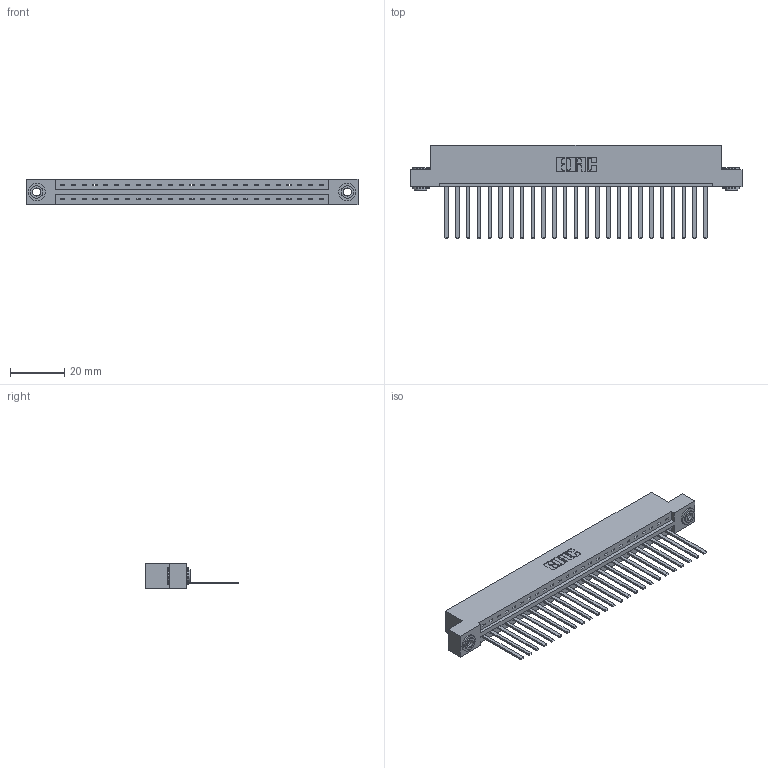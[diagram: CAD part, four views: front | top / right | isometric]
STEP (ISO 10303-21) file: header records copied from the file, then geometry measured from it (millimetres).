
FILE_DESCRIPTION (( 'STEP AP203' ), '1' );
FILE_NAME ('387-025-544-103.STEP', '2019-10-03T11:59:10', ( '' ), ( '' ), 'SwSTEP 2.0', 'SolidWorks 2016', '' );
FILE_SCHEMA (( 'CONFIG_CONTROL_DESIGN' ));
Length unit declared in the file: inch
Products named in the file (4): 345-250-002_345-250-002-102; 345-292-001_345-293-144; 337 Part_Flush Mounting Lugs - 0.156 Dia-TH; 387-025-544-103
Assembly tree (28 placements, depth 2):
  387-025-544-103
    337 Part_Flush Mounting Lugs - 0.156 Dia-TH
    345-292-001_345-293-144  x25
    345-250-002_345-250-002-102  x2
Bounding box: 122.07 x 34.3 x 9.4 mm (x, y, z)
Volume: 12783.6 mm3; surface area: 14300.7 mm2
Topology: 28 solids, 28 shells, 1552 faces, 4637 edges, 3054 vertices
Faces by surface type: plane 1130, cylinder 414, cone 8
Entity records: 21248 total; most frequent: CARTESIAN_POINT 3676, ORIENTED_EDGE 3630, DIRECTION 3159, EDGE_CURVE 1815, VECTOR 1667, LINE 1667, VERTEX_POINT 1206, AXIS2_PLACEMENT_3D 746
